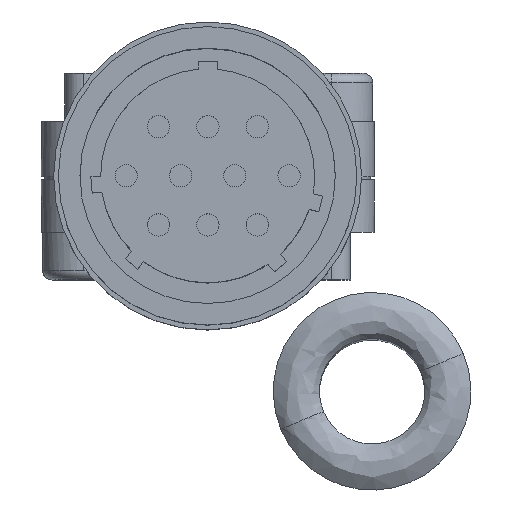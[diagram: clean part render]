
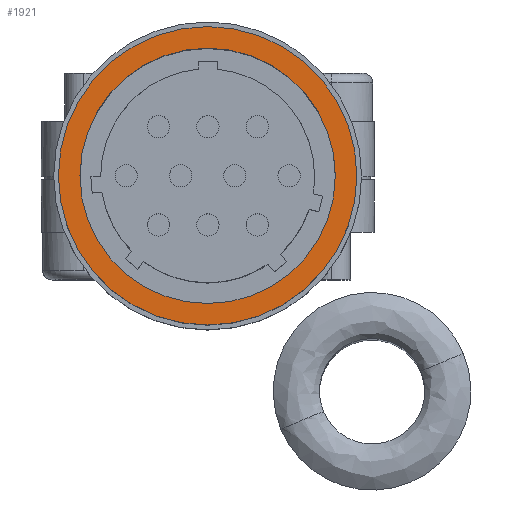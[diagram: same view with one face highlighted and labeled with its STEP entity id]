
A CAD part, top view. The second image highlights one B-rep face of the part: STEP entity #1921.
In plain terms, the highlighted planar face has unit normal (0, 0, 1).
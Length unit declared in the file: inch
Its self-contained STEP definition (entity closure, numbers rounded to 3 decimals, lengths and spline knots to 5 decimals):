
#1125 = CARTESIAN_POINT ( 'NONE',  ( 0.4675, 0., 0.65 ) ) ;
#1679 = VERTEX_POINT ( 'NONE', #10354 ) ;
#1739 = AXIS2_PLACEMENT_3D ( 'NONE', #12156, #5545, #13279 ) ;
#1828 = EDGE_LOOP ( 'NONE', ( #13959, #6948 ) ) ;
#1921 = ADVANCED_FACE ( 'NONE', ( #10044, #4491 ), #4318, .T. ) ;
#2453 = EDGE_LOOP ( 'NONE', ( #8723, #5251 ) ) ;
#2479 = CARTESIAN_POINT ( 'NONE',  ( 0., 0., 0.65 ) ) ;
#2528 = EDGE_CURVE ( 'NONE', #9523, #12634, #3422, .T. ) ;
#2853 = VERTEX_POINT ( 'NONE', #13003 ) ;
#3315 = CIRCLE ( 'NONE', #4770, 0.4 ) ;
#3422 = CIRCLE ( 'NONE', #10983, 0.4675 ) ;
#3578 = DIRECTION ( 'NONE',  ( 1., 0., 0. ) ) ;
#4318 = PLANE ( 'NONE',  #9964 ) ;
#4491 = FACE_BOUND ( 'NONE', #1828, .T. ) ;
#4584 = EDGE_CURVE ( 'NONE', #1679, #2853, #4849, .T. ) ;
#4630 = CARTESIAN_POINT ( 'NONE',  ( 0., 0., 0.65 ) ) ;
#4770 = AXIS2_PLACEMENT_3D ( 'NONE', #11464, #4806, #12557 ) ;
#4806 = DIRECTION ( 'NONE',  ( 0., 0., 1. ) ) ;
#4849 = CIRCLE ( 'NONE', #11736, 0.4 ) ;
#5251 = ORIENTED_EDGE ( 'NONE', *, *, #2528, .T. ) ;
#5545 = DIRECTION ( 'NONE',  ( 0., 0., 1. ) ) ;
#5659 = CARTESIAN_POINT ( 'NONE',  ( -0.4675, 0., 0.65 ) ) ;
#5777 = DIRECTION ( 'NONE',  ( 1., 0., 0. ) ) ;
#6583 = DIRECTION ( 'NONE',  ( 1., 0., 0. ) ) ;
#6948 = ORIENTED_EDGE ( 'NONE', *, *, #13764, .F. ) ;
#7350 = EDGE_CURVE ( 'NONE', #12634, #9523, #11226, .T. ) ;
#8723 = ORIENTED_EDGE ( 'NONE', *, *, #7350, .T. ) ;
#9523 = VERTEX_POINT ( 'NONE', #1125 ) ;
#9964 = AXIS2_PLACEMENT_3D ( 'NONE', #12074, #13192, #6583 ) ;
#10044 = FACE_OUTER_BOUND ( 'NONE', #2453, .T. ) ;
#10237 = DIRECTION ( 'NONE',  ( 0., 0., 1. ) ) ;
#10354 = CARTESIAN_POINT ( 'NONE',  ( -0.4, 0., 0.65 ) ) ;
#10983 = AXIS2_PLACEMENT_3D ( 'NONE', #2479, #10237, #3578 ) ;
#11226 = CIRCLE ( 'NONE', #1739, 0.4675 ) ;
#11464 = CARTESIAN_POINT ( 'NONE',  ( 0., 0., 0.65 ) ) ;
#11736 = AXIS2_PLACEMENT_3D ( 'NONE', #4630, #12380, #5777 ) ;
#12074 = CARTESIAN_POINT ( 'NONE',  ( 0., 0., 0.65 ) ) ;
#12156 = CARTESIAN_POINT ( 'NONE',  ( 0., 0., 0.65 ) ) ;
#12380 = DIRECTION ( 'NONE',  ( 0., 0., 1. ) ) ;
#12557 = DIRECTION ( 'NONE',  ( 1., 0., 0. ) ) ;
#12634 = VERTEX_POINT ( 'NONE', #5659 ) ;
#13003 = CARTESIAN_POINT ( 'NONE',  ( 0.4, 0., 0.65 ) ) ;
#13192 = DIRECTION ( 'NONE',  ( 0., 0., 1. ) ) ;
#13279 = DIRECTION ( 'NONE',  ( 1., 0., 0. ) ) ;
#13764 = EDGE_CURVE ( 'NONE', #2853, #1679, #3315, .T. ) ;
#13959 = ORIENTED_EDGE ( 'NONE', *, *, #4584, .F. ) ;
